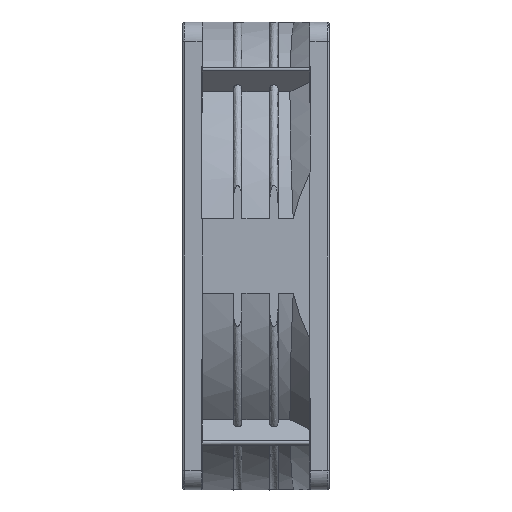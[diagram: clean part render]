
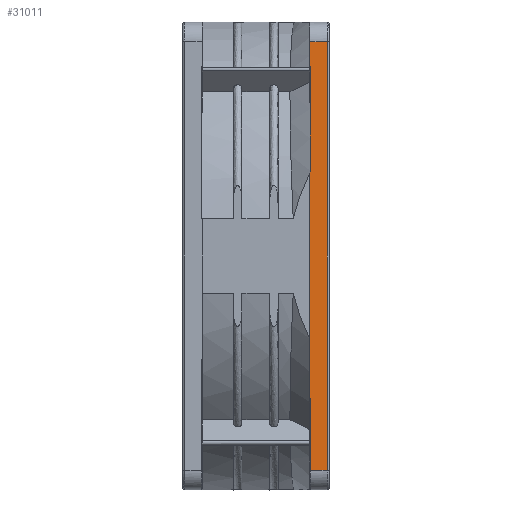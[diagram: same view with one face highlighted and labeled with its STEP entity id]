
A CAD part, left-side view. The second image highlights one B-rep face of the part: STEP entity #31011.
In plain terms, the highlighted planar face has unit normal (-1, -0.014, 0).
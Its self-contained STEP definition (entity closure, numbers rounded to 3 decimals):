
#4021=CARTESIAN_POINT('',(-60.037,0.493,
55.038));
#4041=DIRECTION('',(0.,0.,1.));
#4042=VECTOR('',#4041,110.075);
#4043=CARTESIAN_POINT('',(-60.037,0.493,
-55.038));
#4044=LINE('',#4043,#4042);
#4059=CARTESIAN_POINT('',(-60.037,0.493,
-55.038));
#5408=DIRECTION('',(-0.014,1.,-0.014));
#5409=VECTOR('',#5408,4.353);
#5410=CARTESIAN_POINT('',(-60.037,0.493,
-55.038));
#5411=LINE('',#5410,#5409);
#5412=DIRECTION('',(0.,0.006,1.));
#5413=VECTOR('',#5412,33.321);
#5414=CARTESIAN_POINT('',(-60.097,4.764,21.78));
#5415=LINE('',#5414,#5413);
#5416=DIRECTION('',(0.014,-1.,-0.014));
#5417=VECTOR('',#5416,4.477);
#5418=CARTESIAN_POINT('',(-60.1,4.969,55.1));
#5419=LINE('',#5418,#5417);
#5420=CARTESIAN_POINT('',(-60.098,4.845,
-55.098));
#5469=CARTESIAN_POINT('',(-60.1,5.,
-21.291));
#5471=CARTESIAN_POINT('',(-60.1,5.,
-21.291));
#5472=CARTESIAN_POINT('',(-60.1,4.989,
-24.674));
#5473=CARTESIAN_POINT('',(-60.099,4.963,
-31.688));
#5474=CARTESIAN_POINT('',(-60.099,4.912,
-42.958));
#5475=CARTESIAN_POINT('',(-60.098,4.869,
-50.968));
#5476=CARTESIAN_POINT('',(-60.098,4.845,
-55.098));
#6227=CARTESIAN_POINT('',(-60.097,4.764,21.78));
#6228=CARTESIAN_POINT('',(-60.097,4.79,21.726));
#6229=CARTESIAN_POINT('',(-60.098,4.843,21.617));
#6230=CARTESIAN_POINT('',(-60.099,4.922,21.454));
#6231=CARTESIAN_POINT('',(-60.1,4.974,21.346));
#6232=CARTESIAN_POINT('',(-60.1,5.,21.291));
#6241=DIRECTION('',(0.,0.,-1.));
#6242=VECTOR('',#6241,42.583);
#6243=CARTESIAN_POINT('',(-60.1,5.,21.291));
#6244=LINE('',#6243,#6242);
#17443=VERTEX_POINT('',#5420);
#17450=VERTEX_POINT('',#5469);
#17452=VERTEX_POINT('',#4059);
#17486=VERTEX_POINT('',#4021);
#17487=CARTESIAN_POINT('',(-60.1,4.969,
55.1));
#17488=VERTEX_POINT('',#17487);
#17490=CARTESIAN_POINT('',(-60.1,5.,
21.291));
#17491=VERTEX_POINT('',#17490);
#17492=VERTEX_POINT('',#6227);
#30994=CARTESIAN_POINT('',(-60.1,5.,60.1));
#30995=DIRECTION('',(1.,0.014,0.));
#30996=DIRECTION('',(0.,0.,-1.));
#30997=AXIS2_PLACEMENT_3D('',#30994,#30995,#30996);
#30998=PLANE('',#30997);
#30999=ORIENTED_EDGE('',*,*,#29965,.F.);
#31000=ORIENTED_EDGE('',*,*,#29994,.T.);
#31002=ORIENTED_EDGE('',*,*,#31001,.F.);
#31004=ORIENTED_EDGE('',*,*,#31003,.F.);
#31006=ORIENTED_EDGE('',*,*,#31005,.F.);
#31007=ORIENTED_EDGE('',*,*,#30977,.T.);
#31008=ORIENTED_EDGE('',*,*,#29934,.T.);
#31009=EDGE_LOOP('',(#30999,#31000,#31002,#31004,#31006,#31007,#31008));
#31010=FACE_OUTER_BOUND('',#31009,.F.);
#5477=B_SPLINE_CURVE_WITH_KNOTS('',3,(#5471,#5472,#5473,#5474,#5475,#5476),
.UNSPECIFIED.,.F.,.F.,(4,1,1,4),(0.,0.333,0.667,1.),
.UNSPECIFIED.);
#6233=B_SPLINE_CURVE_WITH_KNOTS('',3,(#6227,#6228,#6229,#6230,#6231,#6232),
.UNSPECIFIED.,.F.,.F.,(4,1,1,4),(0.,0.333,0.667,1.),
.UNSPECIFIED.);
#29934=EDGE_CURVE('',#17488,#17486,#5419,.T.);
#29965=EDGE_CURVE('',#17452,#17486,#4044,.T.);
#29994=EDGE_CURVE('',#17452,#17443,#5411,.T.);
#30977=EDGE_CURVE('',#17492,#17488,#5415,.T.);
#31001=EDGE_CURVE('',#17450,#17443,#5477,.T.);
#31003=EDGE_CURVE('',#17491,#17450,#6244,.T.);
#31005=EDGE_CURVE('',#17492,#17491,#6233,.T.);
#31011=ADVANCED_FACE('',(#31010),#30998,.F.);
